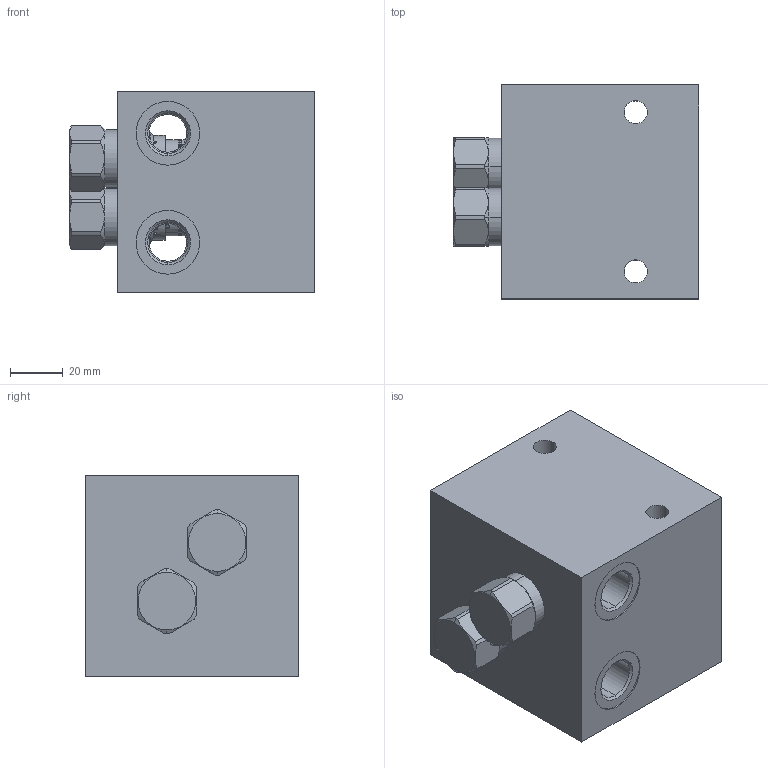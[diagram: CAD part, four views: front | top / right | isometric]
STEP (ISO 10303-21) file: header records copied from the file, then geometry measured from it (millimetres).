
FILE_DESCRIPTION((''),'2;1');
FILE_NAME('FMU_ASM','2020-12-10T',('ProEService'),(''),'PRO/ENGINEER BY PARAMETRIC TECHNOLOGY CORPORATION, 2014200','PRO/ENGINEER BY PARAMETRIC TECHNOLOGY CORPORATION, 2014200','');
FILE_SCHEMA(('CONFIG_CONTROL_DESIGN'));
Length unit declared in the file: inch
Products named in the file (3): 151-170-008; CXDAXAN; FMU_ASM
Assembly tree (3 placements, depth 2):
  FMU_ASM
    151-170-008
    CXDAXAN  x2
Bounding box: 92.89 x 80.98 x 76.2 mm (x, y, z)
Volume: 393817.1 mm3; surface area: 70475.4 mm2
Topology: 5 solids, 5 shells, 553 faces, 1578 edges, 1175 vertices
Faces by surface type: cylinder 272, cone 136, plane 81, torus 52, revolution 12
Entity records: 14709 total; most frequent: CARTESIAN_POINT 4973, DIRECTION 2071, ORIENTED_EDGE 1706, EDGE_CURVE 853, AXIS2_PLACEMENT_3D 764, VECTOR 537, LINE 537, VERTEX_POINT 523
